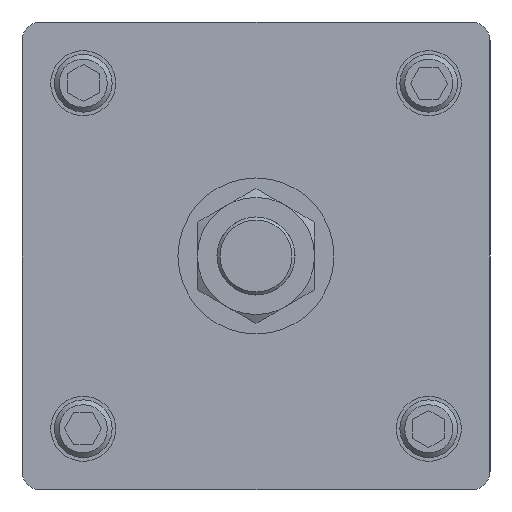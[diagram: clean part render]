
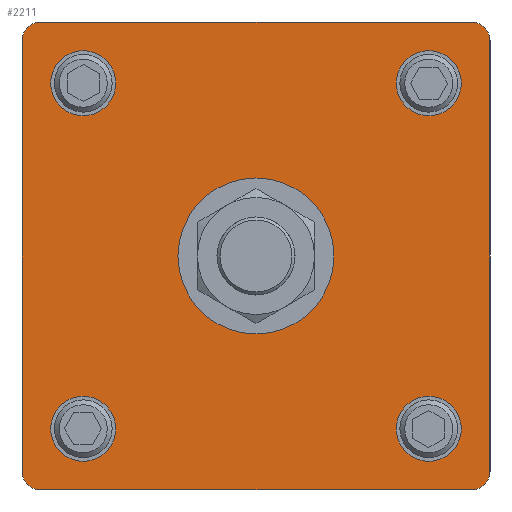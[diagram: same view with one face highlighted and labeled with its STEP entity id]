
A CAD part, left-side view. The second image highlights one B-rep face of the part: STEP entity #2211.
In plain terms, the highlighted planar face has unit normal (-1, 0, 0).
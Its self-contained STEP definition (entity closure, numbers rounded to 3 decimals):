
#191=LINE('',#3500,#309);
#194=LINE('',#3510,#312);
#197=LINE('',#3522,#315);
#200=LINE('',#3530,#318);
#309=VECTOR('',#2781,1000.);
#312=VECTOR('',#2792,1000.);
#315=VECTOR('',#2805,1000.);
#318=VECTOR('',#2814,1000.);
#485=ORIENTED_EDGE('',*,*,#990,.T.);
#486=ORIENTED_EDGE('',*,*,#987,.F.);
#487=ORIENTED_EDGE('',*,*,#984,.T.);
#488=ORIENTED_EDGE('',*,*,#1002,.F.);
#489=ORIENTED_EDGE('',*,*,#1000,.T.);
#490=ORIENTED_EDGE('',*,*,#998,.F.);
#491=ORIENTED_EDGE('',*,*,#994,.T.);
#492=ORIENTED_EDGE('',*,*,#992,.F.);
#493=ORIENTED_EDGE('',*,*,#1007,.F.);
#494=ORIENTED_EDGE('',*,*,#1008,.T.);
#495=ORIENTED_EDGE('',*,*,#1009,.T.);
#496=ORIENTED_EDGE('',*,*,#1010,.T.);
#497=ORIENTED_EDGE('',*,*,#1011,.T.);
#984=EDGE_CURVE('',#1257,#1258,#1466,.T.);
#987=EDGE_CURVE('',#1257,#1259,#191,.T.);
#990=EDGE_CURVE('',#1261,#1259,#1468,.T.);
#992=EDGE_CURVE('',#1261,#1262,#194,.T.);
#994=EDGE_CURVE('',#1263,#1262,#1469,.T.);
#998=EDGE_CURVE('',#1263,#1266,#197,.T.);
#1000=EDGE_CURVE('',#1267,#1266,#1472,.T.);
#1002=EDGE_CURVE('',#1267,#1258,#200,.T.);
#1007=EDGE_CURVE('',#1272,#1272,#1477,.T.);
#1008=EDGE_CURVE('',#1273,#1273,#1478,.T.);
#1009=EDGE_CURVE('',#1274,#1274,#1479,.T.);
#1010=EDGE_CURVE('',#1275,#1275,#1480,.T.);
#1011=EDGE_CURVE('',#1276,#1276,#1481,.T.);
#1257=VERTEX_POINT('',#3495);
#1258=VERTEX_POINT('',#3496);
#1259=VERTEX_POINT('',#3501);
#1261=VERTEX_POINT('',#3507);
#1262=VERTEX_POINT('',#3511);
#1263=VERTEX_POINT('',#3515);
#1266=VERTEX_POINT('',#3523);
#1267=VERTEX_POINT('',#3527);
#1272=VERTEX_POINT('',#3545);
#1273=VERTEX_POINT('',#3547);
#1274=VERTEX_POINT('',#3549);
#1275=VERTEX_POINT('',#3551);
#1276=VERTEX_POINT('',#3553);
#1466=CIRCLE('',#2449,4.572);
#1468=CIRCLE('',#2453,4.572);
#1469=CIRCLE('',#2456,4.572);
#1472=CIRCLE('',#2461,4.572);
#1477=CIRCLE('',#2472,19.05);
#1478=CIRCLE('',#2473,7.938);
#1479=CIRCLE('',#2474,7.938);
#1480=CIRCLE('',#2475,7.938);
#1481=CIRCLE('',#2476,7.938);
#1613=EDGE_LOOP('',(#485,#486,#487,#488,#489,#490,#491,#492));
#1614=EDGE_LOOP('',(#493));
#1615=EDGE_LOOP('',(#494));
#1616=EDGE_LOOP('',(#495));
#1617=EDGE_LOOP('',(#496));
#1618=EDGE_LOOP('',(#497));
#1879=FACE_BOUND('',#1613,.T.);
#1880=FACE_BOUND('',#1614,.T.);
#1881=FACE_BOUND('',#1615,.T.);
#1882=FACE_BOUND('',#1616,.T.);
#1883=FACE_BOUND('',#1617,.T.);
#1884=FACE_BOUND('',#1618,.T.);
#2122=PLANE('',#2471);
#2211=ADVANCED_FACE('',(#1879,#1880,#1881,#1882,#1883,#1884),#2122,.F.);
#2449=AXIS2_PLACEMENT_3D('',#3494,#2775,#2776);
#2453=AXIS2_PLACEMENT_3D('',#3506,#2787,#2788);
#2456=AXIS2_PLACEMENT_3D('',#3514,#2796,#2797);
#2461=AXIS2_PLACEMENT_3D('',#3526,#2809,#2810);
#2471=AXIS2_PLACEMENT_3D('',#3543,#2831,#2832);
#2472=AXIS2_PLACEMENT_3D('',#3544,#2833,#2834);
#2473=AXIS2_PLACEMENT_3D('',#3546,#2835,#2836);
#2474=AXIS2_PLACEMENT_3D('',#3548,#2837,#2838);
#2475=AXIS2_PLACEMENT_3D('',#3550,#2839,#2840);
#2476=AXIS2_PLACEMENT_3D('',#3552,#2841,#2842);
#2775=DIRECTION('',(-1.,0.,0.));
#2776=DIRECTION('',(0.,0.,-1.));
#2781=DIRECTION('',(0.,-1.,0.));
#2787=DIRECTION('',(-1.,0.,0.));
#2788=DIRECTION('',(0.,0.,-1.));
#2792=DIRECTION('',(0.,0.,-1.));
#2796=DIRECTION('',(-1.,0.,0.));
#2797=DIRECTION('',(0.,0.,-1.));
#2805=DIRECTION('',(0.,1.,0.));
#2809=DIRECTION('',(-1.,0.,0.));
#2810=DIRECTION('',(0.,0.,-1.));
#2814=DIRECTION('',(0.,0.,1.));
#2831=DIRECTION('',(1.,0.,0.));
#2832=DIRECTION('',(0.,1.,0.));
#2833=DIRECTION('',(-1.,0.,0.));
#2834=DIRECTION('',(0.,0.,1.));
#2835=DIRECTION('',(1.,0.,0.));
#2836=DIRECTION('',(0.,0.,1.));
#2837=DIRECTION('',(1.,0.,0.));
#2838=DIRECTION('',(0.,1.,0.));
#2839=DIRECTION('',(1.,0.,0.));
#2840=DIRECTION('',(0.,0.,-1.));
#2841=DIRECTION('',(1.,0.,0.));
#2842=DIRECTION('',(0.,-1.,0.));
#3494=CARTESIAN_POINT('',(0.,52.578,52.578));
#3495=CARTESIAN_POINT('',(0.,52.578,57.15));
#3496=CARTESIAN_POINT('',(0.,57.15,52.578));
#3500=CARTESIAN_POINT('',(0.,25.4,57.15));
#3501=CARTESIAN_POINT('',(0.,-52.578,57.15));
#3506=CARTESIAN_POINT('',(0.,-52.578,52.578));
#3507=CARTESIAN_POINT('',(0.,-57.15,52.578));
#3510=CARTESIAN_POINT('',(0.,-57.15,25.4));
#3511=CARTESIAN_POINT('',(0.,-57.15,-52.578));
#3514=CARTESIAN_POINT('',(0.,-52.578,-52.578));
#3515=CARTESIAN_POINT('',(0.,-52.578,-57.15));
#3522=CARTESIAN_POINT('',(0.,-25.4,-57.15));
#3523=CARTESIAN_POINT('',(0.,52.578,-57.15));
#3526=CARTESIAN_POINT('',(0.,52.578,-52.578));
#3527=CARTESIAN_POINT('',(0.,57.15,-52.578));
#3530=CARTESIAN_POINT('',(0.,57.15,-25.4));
#3543=CARTESIAN_POINT('',(0.,0.,0.));
#3544=CARTESIAN_POINT('',(0.,0.,0.));
#3545=CARTESIAN_POINT('',(0.,0.,19.05));
#3546=CARTESIAN_POINT('',(0.,-42.207,42.207));
#3547=CARTESIAN_POINT('',(0.,-42.207,50.145));
#3548=CARTESIAN_POINT('',(0.,42.207,42.207));
#3549=CARTESIAN_POINT('',(0.,50.145,42.207));
#3550=CARTESIAN_POINT('',(0.,42.207,-42.207));
#3551=CARTESIAN_POINT('',(0.,42.207,-50.145));
#3552=CARTESIAN_POINT('',(0.,-42.207,-42.207));
#3553=CARTESIAN_POINT('',(0.,-50.145,-42.207));
